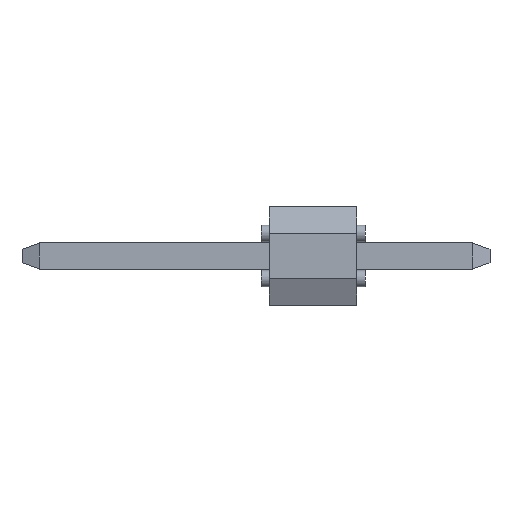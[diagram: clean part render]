
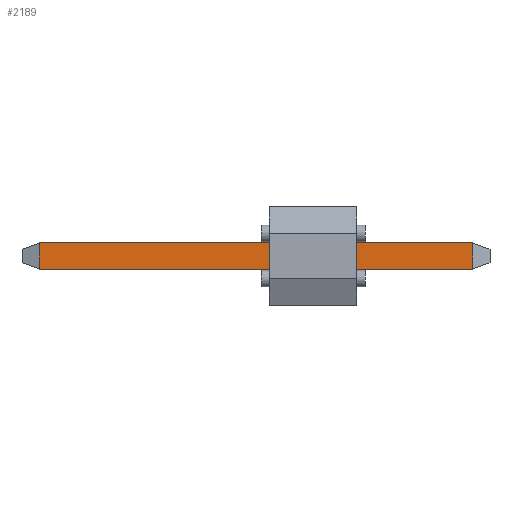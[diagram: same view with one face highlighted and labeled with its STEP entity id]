
A CAD part, left-side view. The second image highlights one B-rep face of the part: STEP entity #2189.
In plain terms, the highlighted planar face has unit normal (-1, 0, 0).
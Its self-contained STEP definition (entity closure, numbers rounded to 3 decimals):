
#101 = FACE_OUTER_BOUND ( 'NONE', #2102, .T. ) ;
#174 = ORIENTED_EDGE ( 'NONE', *, *, #1409, .T. ) ;
#432 = DIRECTION ( 'NONE',  ( 0., 0., 1. ) ) ;
#453 = ORIENTED_EDGE ( 'NONE', *, *, #592, .T. ) ;
#592 = EDGE_CURVE ( 'NONE', #1847, #2372, #1140, .T. ) ;
#641 = CARTESIAN_POINT ( 'NONE',  ( -4.13, 7.954, -0.32 ) ) ;
#863 = VECTOR ( 'NONE', #2067, 1000. ) ;
#880 = CARTESIAN_POINT ( 'NONE',  ( -4.13, -2.624, -0.32 ) ) ;
#886 = VERTEX_POINT ( 'NONE', #2957 ) ;
#969 = CARTESIAN_POINT ( 'NONE',  ( -4.13, 8.38, -0.32 ) ) ;
#982 = DIRECTION ( 'NONE',  ( 0., -1., 0. ) ) ;
#1140 = LINE ( 'NONE', #880, #863 ) ;
#1409 = EDGE_CURVE ( 'NONE', #3140, #1847, #2164, .T. ) ;
#1425 = DIRECTION ( 'NONE',  ( 0., -1., 0. ) ) ;
#1751 = CARTESIAN_POINT ( 'NONE',  ( -4.13, -2.624, -0.32 ) ) ;
#1755 = ORIENTED_EDGE ( 'NONE', *, *, #1845, .F. ) ;
#1765 = LINE ( 'NONE', #1981, #2725 ) ;
#1845 = EDGE_CURVE ( 'NONE', #886, #2372, #1765, .T. ) ;
#1847 = VERTEX_POINT ( 'NONE', #1751 ) ;
#1927 = LINE ( 'NONE', #641, #3028 ) ;
#1981 = CARTESIAN_POINT ( 'NONE',  ( -4.13, 8.38, 0.32 ) ) ;
#2067 = DIRECTION ( 'NONE',  ( 0., 0., 1. ) ) ;
#2102 = EDGE_LOOP ( 'NONE', ( #453, #1755, #3023, #174 ) ) ;
#2164 = LINE ( 'NONE', #2918, #2202 ) ;
#2189 = ADVANCED_FACE ( 'NONE', ( #101 ), #2595, .F. ) ;
#2202 = VECTOR ( 'NONE', #1425, 1000. ) ;
#2332 = CARTESIAN_POINT ( 'NONE',  ( -4.13, -2.624, 0.32 ) ) ;
#2372 = VERTEX_POINT ( 'NONE', #2332 ) ;
#2510 = AXIS2_PLACEMENT_3D ( 'NONE', #969, #3179, #2906 ) ;
#2595 = PLANE ( 'NONE',  #2510 ) ;
#2725 = VECTOR ( 'NONE', #982, 1000. ) ;
#2834 = CARTESIAN_POINT ( 'NONE',  ( -4.13, 7.954, -0.32 ) ) ;
#2906 = DIRECTION ( 'NONE',  ( 0., 0., -1. ) ) ;
#2918 = CARTESIAN_POINT ( 'NONE',  ( -4.13, 8.38, -0.32 ) ) ;
#2957 = CARTESIAN_POINT ( 'NONE',  ( -4.13, 7.954, 0.32 ) ) ;
#3023 = ORIENTED_EDGE ( 'NONE', *, *, #3196, .F. ) ;
#3028 = VECTOR ( 'NONE', #432, 1000. ) ;
#3140 = VERTEX_POINT ( 'NONE', #2834 ) ;
#3179 = DIRECTION ( 'NONE',  ( 1., 0., 0. ) ) ;
#3196 = EDGE_CURVE ( 'NONE', #3140, #886, #1927, .T. ) ;
